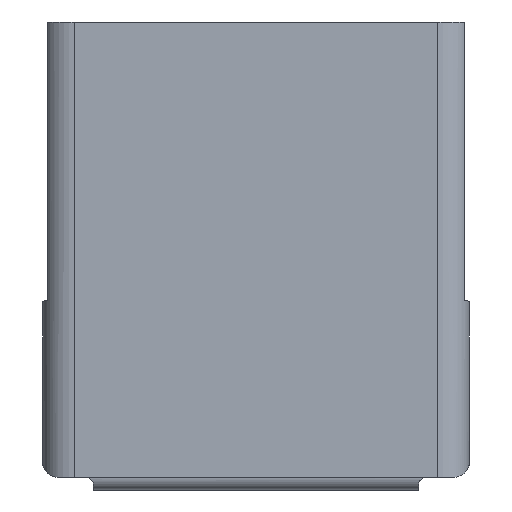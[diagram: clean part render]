
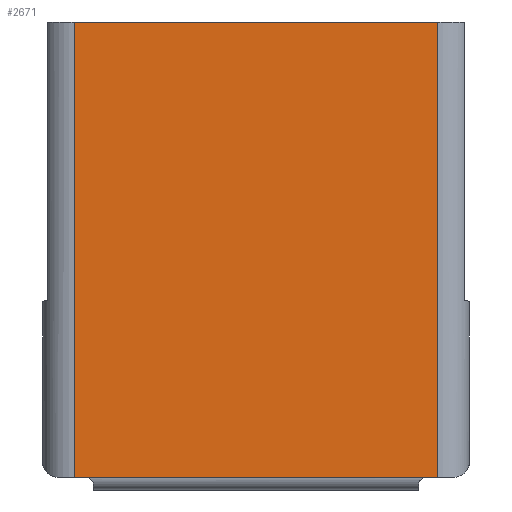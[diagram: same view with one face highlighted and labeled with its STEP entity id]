
A CAD part, left-side view. The second image highlights one B-rep face of the part: STEP entity #2671.
In plain terms, the highlighted planar face has unit normal (-1, 0, 0).
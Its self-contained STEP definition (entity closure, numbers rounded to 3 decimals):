
#158=DIRECTION('',(0.,-1.,0.));
#159=VECTOR('',#158,10.6);
#160=CARTESIAN_POINT('',(0.,12.05,0.4));
#161=LINE('',#160,#159);
#324=DIRECTION('',(0.,-1.,0.));
#325=VECTOR('',#324,0.45);
#326=CARTESIAN_POINT('',(0.,12.5,0.4));
#327=LINE('',#326,#325);
#331=DIRECTION('',(0.,0.,1.));
#332=VECTOR('',#331,14.4);
#333=CARTESIAN_POINT('',(0.,12.5,0.4));
#334=LINE('',#333,#332);
#338=DIRECTION('',(0.,0.,1.));
#339=VECTOR('',#338,14.4);
#340=CARTESIAN_POINT('',(0.,1.,0.4));
#341=LINE('',#340,#339);
#345=DIRECTION('',(0.,1.,0.));
#346=VECTOR('',#345,0.45);
#347=CARTESIAN_POINT('',(0.,1.,0.4));
#348=LINE('',#347,#346);
#794=DIRECTION('',(0.,-1.,0.));
#795=VECTOR('',#794,11.5);
#796=CARTESIAN_POINT('',(0.,12.5,14.8));
#797=LINE('',#796,#795);
#2085=CARTESIAN_POINT('',(0.,12.5,14.8));
#2087=VERTEX_POINT('',#2085);
#2094=CARTESIAN_POINT('',(0.,12.5,0.4));
#2095=VERTEX_POINT('',#2094);
#2110=CARTESIAN_POINT('',(0.,1.,14.8));
#2112=VERTEX_POINT('',#2110);
#2120=CARTESIAN_POINT('',(0.,1.,0.4));
#2121=VERTEX_POINT('',#2120);
#2312=CARTESIAN_POINT('',(0.,1.45,0.4));
#2314=VERTEX_POINT('',#2312);
#2324=CARTESIAN_POINT('',(0.,12.05,0.4));
#2326=VERTEX_POINT('',#2324);
#2654=CARTESIAN_POINT('',(0.,13.5,0.));
#2655=DIRECTION('',(-1.,0.,0.));
#2656=DIRECTION('',(0.,-1.,0.));
#2657=AXIS2_PLACEMENT_3D('',#2654,#2655,#2656);
#2658=PLANE('',#2657);
#2659=ORIENTED_EDGE('',*,*,#2530,.F.);
#2661=ORIENTED_EDGE('',*,*,#2660,.F.);
#2663=ORIENTED_EDGE('',*,*,#2662,.T.);
#2665=ORIENTED_EDGE('',*,*,#2664,.T.);
#2667=ORIENTED_EDGE('',*,*,#2666,.F.);
#2668=ORIENTED_EDGE('',*,*,#2617,.T.);
#2669=EDGE_LOOP('',(#2659,#2661,#2663,#2665,#2667,#2668));
#2670=FACE_OUTER_BOUND('',#2669,.F.);
#2530=EDGE_CURVE('',#2326,#2314,#161,.T.);
#2617=EDGE_CURVE('',#2121,#2314,#348,.T.);
#2660=EDGE_CURVE('',#2095,#2326,#327,.T.);
#2662=EDGE_CURVE('',#2095,#2087,#334,.T.);
#2664=EDGE_CURVE('',#2087,#2112,#797,.T.);
#2666=EDGE_CURVE('',#2121,#2112,#341,.T.);
#2671=ADVANCED_FACE('',(#2670),#2658,.T.);
